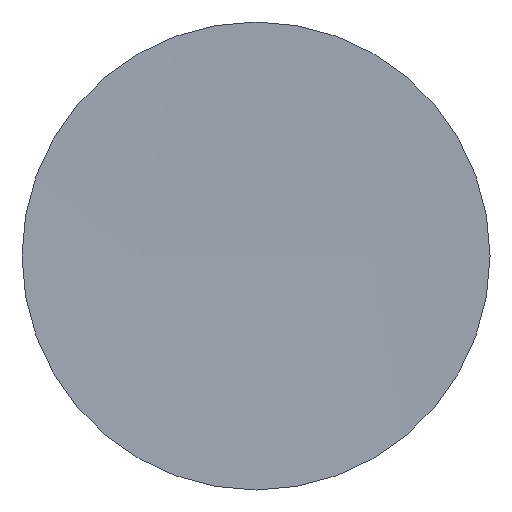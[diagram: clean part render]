
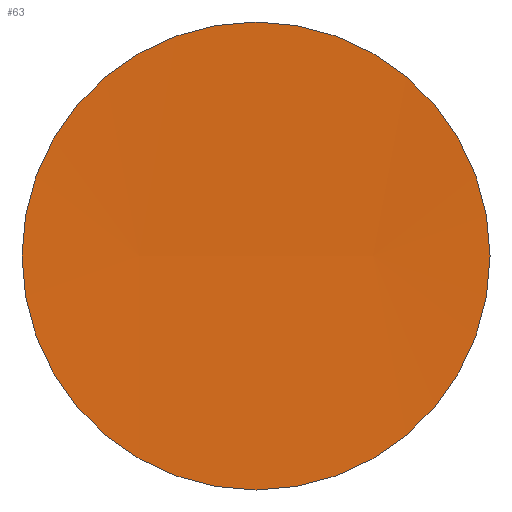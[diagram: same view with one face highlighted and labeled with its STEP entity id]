
A CAD part, front view. The second image highlights one B-rep face of the part: STEP entity #63.
In plain terms, the highlighted spherical face has radius 50 mm.
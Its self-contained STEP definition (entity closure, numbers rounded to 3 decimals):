
#15=SPHERICAL_SURFACE('',#90,50.);
#21=FACE_OUTER_BOUND('',#25,.T.);
#25=EDGE_LOOP('',(#54,#55));
#30=CIRCLE('',#87,1.5);
#31=CIRCLE('',#88,1.5);
#36=VERTEX_POINT('',#268);
#37=VERTEX_POINT('',#270);
#42=EDGE_CURVE('',#36,#37,#30,.T.);
#43=EDGE_CURVE('',#37,#36,#31,.T.);
#54=ORIENTED_EDGE('',*,*,#43,.F.);
#55=ORIENTED_EDGE('',*,*,#42,.F.);
#63=ADVANCED_FACE('',(#21),#15,.F.);
#87=AXIS2_PLACEMENT_3D('',#271,#98,#99);
#88=AXIS2_PLACEMENT_3D('',#272,#100,#101);
#90=AXIS2_PLACEMENT_3D('',#274,#104,#105);
#98=DIRECTION('center_axis',(0.,1.,0.));
#99=DIRECTION('ref_axis',(-1.,0.,0.));
#100=DIRECTION('center_axis',(0.,1.,0.));
#101=DIRECTION('ref_axis',(-1.,0.,0.));
#104=DIRECTION('center_axis',(0.,0.,1.));
#105=DIRECTION('ref_axis',(-1.,0.,0.));
#268=CARTESIAN_POINT('',(1.5,-3.023,0.));
#270=CARTESIAN_POINT('',(-1.5,-3.023,0.));
#271=CARTESIAN_POINT('Origin',(0.,-3.023,0.));
#272=CARTESIAN_POINT('Origin',(0.,-3.023,0.));
#274=CARTESIAN_POINT('Origin',(0.,-53.,0.));
